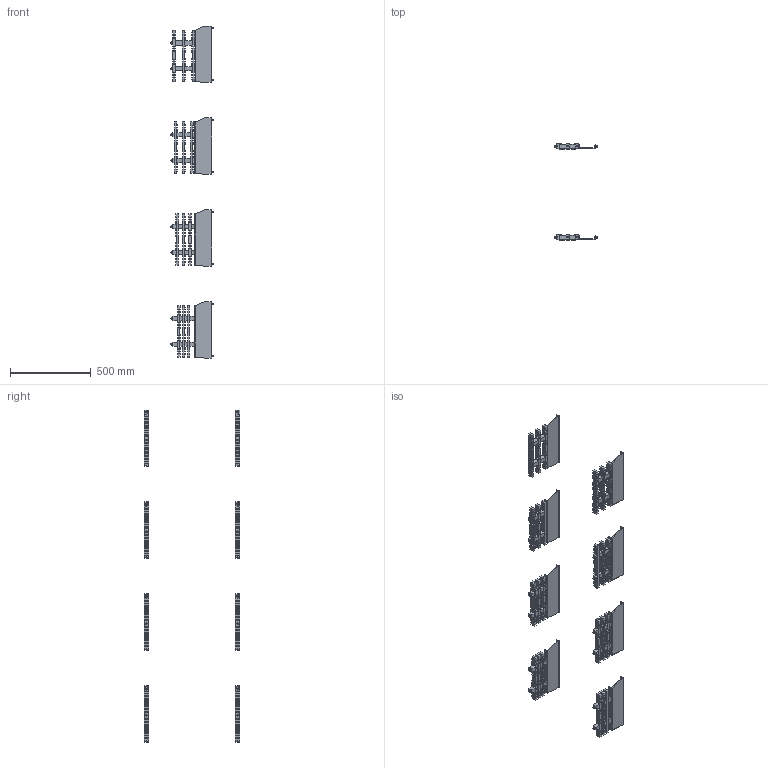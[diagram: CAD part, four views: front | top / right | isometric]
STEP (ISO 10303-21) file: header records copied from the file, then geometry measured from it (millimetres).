
FILE_DESCRIPTION(('STEP AP214'),'1');
FILE_NAME('cctmp_924F807F-FFD1-498E-93AF-E2FA2B57D222_2023_03_29_08_32_41_0090..stp','2023-03-29T06:32:44',('SIEMENS A&D'),('CADClick - www.CADClick.com'),'Spatial InterOp 3D postprocessed',' ','unknown authorization');
FILE_SCHEMA(('AUTOMOTIVE_DESIGN'));
Length unit declared in the file: millimetre
Products named in the file (9): cc_unnamed; 2023_03_29_08_32_40_0963; 2023_03_29_08_32_40_0959; 2023_03_29_08_32_40_0955; 2023_03_29_08_32_40_0951; 2023_03_29_08_32_40_0947; 2023_03_29_08_32_40_0943; 2023_03_29_08_32_40_0940; 2023_03_29_08_32_40_0936
Assembly tree (8 placements, depth 2):
  cc_unnamed
    2023_03_29_08_32_40_0963
    2023_03_29_08_32_40_0959
    2023_03_29_08_32_40_0955
    2023_03_29_08_32_40_0951
    2023_03_29_08_32_40_0947
    2023_03_29_08_32_40_0943
    2023_03_29_08_32_40_0940
    2023_03_29_08_32_40_0936
Bounding box: 261.5 x 595 x 2060 mm (x, y, z)
Volume: 5119698.5 mm3; surface area: 1797682.4 mm2
Topology: 8 solids, 80 shells, 4736 faces, 12480 edges, 8048 vertices
Faces by surface type: plane 3544, cylinder 584, cone 576, bspline 32
Entity records: 160240 total; most frequent: CARTESIAN_POINT 27801, ORIENTED_EDGE 24960, DIRECTION 23442, EDGE_CURVE 12480, LINE 9920, VECTOR 9920, VERTEX_POINT 8048, AXIS2_PLACEMENT_3D 6761
